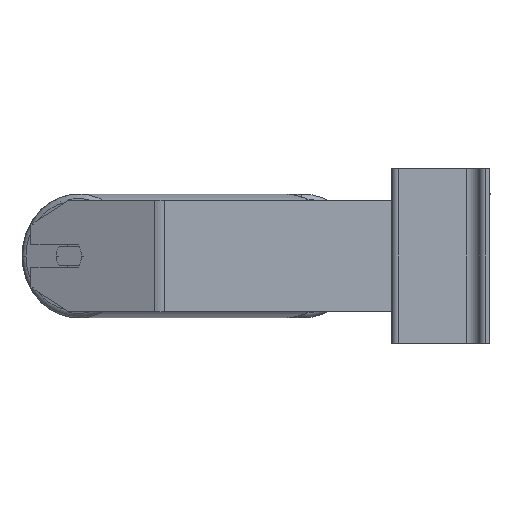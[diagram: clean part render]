
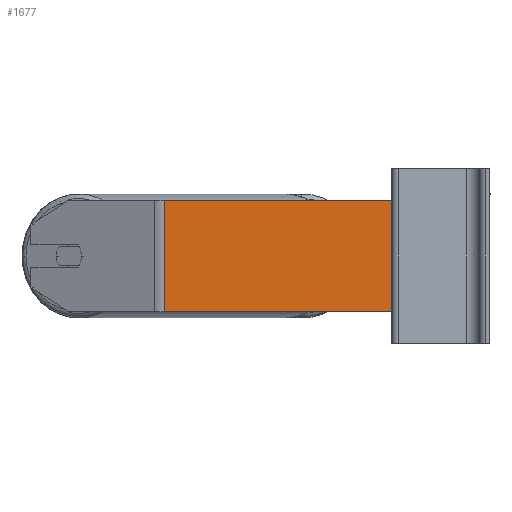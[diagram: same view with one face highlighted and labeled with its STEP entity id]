
A CAD part, left-side view. The second image highlights one B-rep face of the part: STEP entity #1677.
In plain terms, the highlighted planar face has unit normal (-1, 0, 0).
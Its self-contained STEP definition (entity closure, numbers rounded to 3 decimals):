
#35 = AXIS2_PLACEMENT_3D ( 'NONE', #6744, #5095, #5795 ) ;
#310 = ORIENTED_EDGE ( 'NONE', *, *, #2518, .T. ) ;
#726 = CARTESIAN_POINT ( 'NONE',  ( -588., 181.425, 40. ) ) ;
#1410 = CARTESIAN_POINT ( 'NONE',  ( -588., 181.425, -40. ) ) ;
#1677 = ADVANCED_FACE ( 'NONE', ( #4369 ), #9899, .F. ) ;
#1762 = EDGE_CURVE ( 'NONE', #10419, #5462, #1832, .T. ) ;
#1832 = LINE ( 'NONE', #10061, #8662 ) ;
#2518 = EDGE_CURVE ( 'NONE', #6886, #9491, #6591, .T. ) ;
#2600 = LINE ( 'NONE', #6666, #3338 ) ;
#2650 = DIRECTION ( 'NONE',  ( 0., 0., -1. ) ) ;
#2785 = DIRECTION ( 'NONE',  ( 0., -1., 0. ) ) ;
#3241 = VECTOR ( 'NONE', #3475, 1000. ) ;
#3338 = VECTOR ( 'NONE', #2650, 1000. ) ;
#3475 = DIRECTION ( 'NONE',  ( 0., -1., 0. ) ) ;
#3483 = ORIENTED_EDGE ( 'NONE', *, *, #6250, .T. ) ;
#4171 = CARTESIAN_POINT ( 'NONE',  ( -588., 181.425, 40. ) ) ;
#4369 = FACE_OUTER_BOUND ( 'NONE', #9246, .T. ) ;
#4464 = ORIENTED_EDGE ( 'NONE', *, *, #1762, .F. ) ;
#4943 = LINE ( 'NONE', #4171, #5329 ) ;
#4995 = DIRECTION ( 'NONE',  ( 0., 0., -1. ) ) ;
#5095 = DIRECTION ( 'NONE',  ( 1., 0., 0. ) ) ;
#5329 = VECTOR ( 'NONE', #4995, 1000. ) ;
#5462 = VERTEX_POINT ( 'NONE', #7912 ) ;
#5750 = CARTESIAN_POINT ( 'NONE',  ( -588., 184.972, -40. ) ) ;
#5795 = DIRECTION ( 'NONE',  ( 0., 1., 0. ) ) ;
#6168 = ORIENTED_EDGE ( 'NONE', *, *, #9895, .F. ) ;
#6250 = EDGE_CURVE ( 'NONE', #10419, #6886, #4943, .T. ) ;
#6591 = LINE ( 'NONE', #5750, #3241 ) ;
#6666 = CARTESIAN_POINT ( 'NONE',  ( -588., 18., 40. ) ) ;
#6744 = CARTESIAN_POINT ( 'NONE',  ( -588., 184.972, 40. ) ) ;
#6886 = VERTEX_POINT ( 'NONE', #1410 ) ;
#7912 = CARTESIAN_POINT ( 'NONE',  ( -588., 18., 40. ) ) ;
#8662 = VECTOR ( 'NONE', #2785, 1000. ) ;
#9246 = EDGE_LOOP ( 'NONE', ( #310, #6168, #4464, #3483 ) ) ;
#9491 = VERTEX_POINT ( 'NONE', #9516 ) ;
#9516 = CARTESIAN_POINT ( 'NONE',  ( -588., 18., -40. ) ) ;
#9895 = EDGE_CURVE ( 'NONE', #5462, #9491, #2600, .T. ) ;
#9899 = PLANE ( 'NONE',  #35 ) ;
#10061 = CARTESIAN_POINT ( 'NONE',  ( -588., 184.972, 40. ) ) ;
#10419 = VERTEX_POINT ( 'NONE', #726 ) ;
